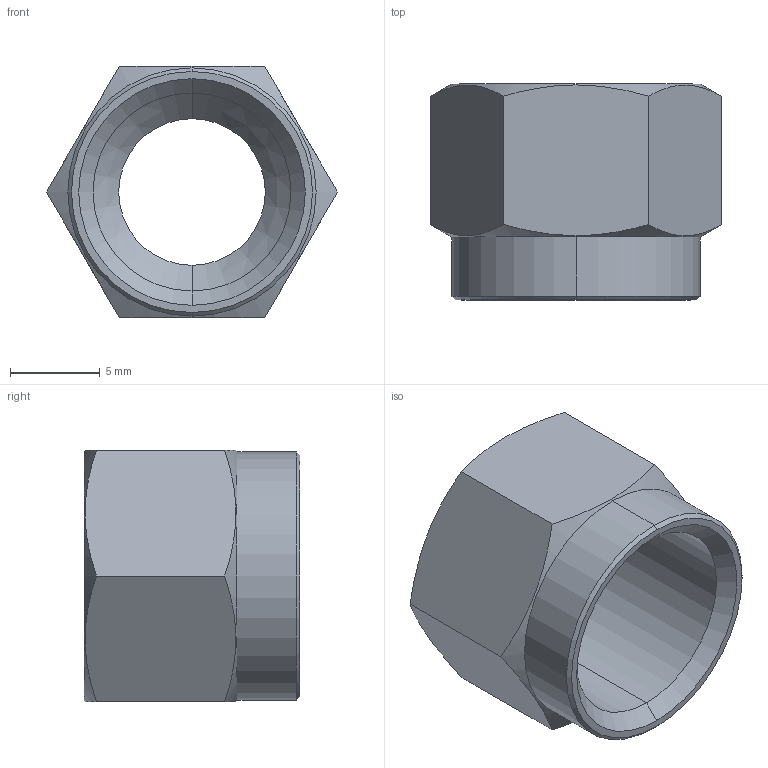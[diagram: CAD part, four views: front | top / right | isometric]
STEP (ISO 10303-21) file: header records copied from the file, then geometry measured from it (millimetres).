
FILE_DESCRIPTION (( 'STEP AP203' ), '1' );
FILE_NAME ('03110040.STEP', '2011-11-02T16:27:39', ( '' ), ( 'sopra-pneumatic' ), 'SwSTEP 2.0', 'SolidWorks 2011', '' );
FILE_SCHEMA (( 'CONFIG_CONTROL_DESIGN' ));
Length unit declared in the file: millimetre
Products named in the file (1): 03110040
Bounding box: 16.17 x 12 x 14 mm (x, y, z)
Volume: 915.7 mm3; surface area: 1119.1 mm2
Topology: 1 solids, 1 shells, 26 faces, 60 edges, 36 vertices
Faces by surface type: cone 12, plane 8, cylinder 6
Entity records: 905 total; most frequent: CARTESIAN_POINT 251, ORIENTED_EDGE 120, DIRECTION 118, EDGE_CURVE 60, AXIS2_PLACEMENT_3D 47, VERTEX_POINT 36, EDGE_LOOP 28, FACE_OUTER_BOUND 26
